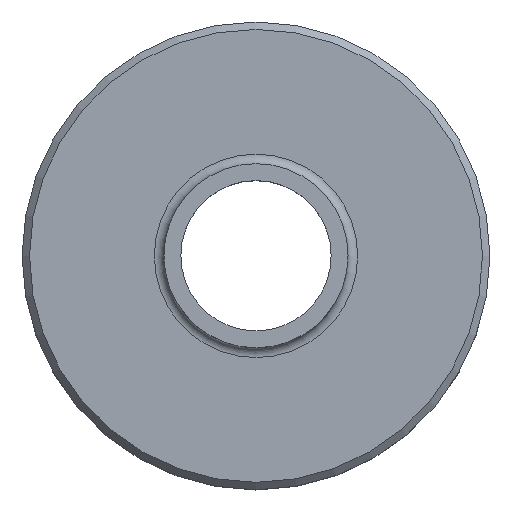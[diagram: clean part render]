
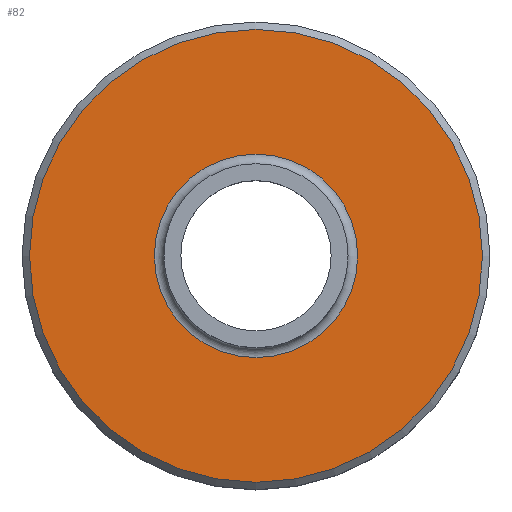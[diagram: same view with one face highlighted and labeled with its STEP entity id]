
A CAD part, top view. The second image highlights one B-rep face of the part: STEP entity #82.
In plain terms, the highlighted planar face has unit normal (0, 0, 1).
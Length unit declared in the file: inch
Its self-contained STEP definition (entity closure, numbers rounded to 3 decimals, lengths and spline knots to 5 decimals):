
#3 = EDGE_CURVE ( 'NONE', #176, #176, #322, .T. ) ;
#13 = ORIENTED_EDGE ( 'NONE', *, *, #72, .F. ) ;
#19 = CARTESIAN_POINT ( 'NONE',  ( 0., 1.37, -1.25 ) ) ;
#22 = CARTESIAN_POINT ( 'NONE',  ( 1.37, 0., -1.25 ) ) ;
#35 = FACE_OUTER_BOUND ( 'NONE', #150, .T. ) ;
#62 = ORIENTED_EDGE ( 'NONE', *, *, #3, .T. ) ;
#70 = FACE_BOUND ( 'NONE', #271, .T. ) ;
#72 = EDGE_CURVE ( 'NONE', #285, #285, #95, .T. ) ;
#78 = CARTESIAN_POINT ( 'NONE',  ( 3.05, 0., -1.25 ) ) ;
#82 = ADVANCED_FACE ( 'NONE', ( #70, #35 ), #159, .F. ) ;
#91 = AXIS2_PLACEMENT_3D ( 'NONE', #92, #220, #117 ) ;
#92 = CARTESIAN_POINT ( 'NONE',  ( 0., 0., -1.25 ) ) ;
#95 = CIRCLE ( 'NONE', #164, 1.37 ) ;
#108 = DIRECTION ( 'NONE',  ( -1., 0., 0. ) ) ;
#117 = DIRECTION ( 'NONE',  ( 1., 0., 0. ) ) ;
#150 = EDGE_LOOP ( 'NONE', ( #62 ) ) ;
#159 = PLANE ( 'NONE',  #262 ) ;
#164 = AXIS2_PLACEMENT_3D ( 'NONE', #214, #329, #188 ) ;
#176 = VERTEX_POINT ( 'NONE', #78 ) ;
#188 = DIRECTION ( 'NONE',  ( 1., 0., 0. ) ) ;
#199 = DIRECTION ( 'NONE',  ( 0., 0., -1. ) ) ;
#214 = CARTESIAN_POINT ( 'NONE',  ( 0., 0., -1.25 ) ) ;
#220 = DIRECTION ( 'NONE',  ( 0., 0., 1. ) ) ;
#262 = AXIS2_PLACEMENT_3D ( 'NONE', #19, #199, #108 ) ;
#271 = EDGE_LOOP ( 'NONE', ( #13 ) ) ;
#285 = VERTEX_POINT ( 'NONE', #22 ) ;
#322 = CIRCLE ( 'NONE', #91, 3.05 ) ;
#329 = DIRECTION ( 'NONE',  ( 0., 0., 1. ) ) ;
